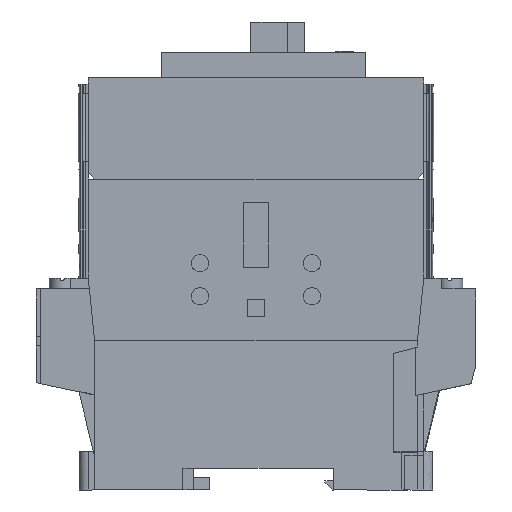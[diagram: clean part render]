
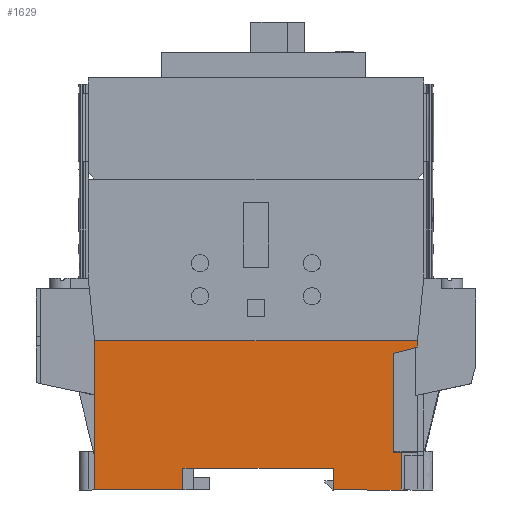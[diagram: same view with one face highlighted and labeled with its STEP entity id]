
A CAD part, left-side view. The second image highlights one B-rep face of the part: STEP entity #1629.
In plain terms, the highlighted planar face has unit normal (-1, 0, 0).
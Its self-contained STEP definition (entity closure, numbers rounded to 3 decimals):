
#118=B_SPLINE_CURVE_WITH_KNOTS('',1,(#17398,#17399),.UNSPECIFIED.,.F.,.F.,
(2,2),(188.8,204.5),.UNSPECIFIED.);
#184=B_SPLINE_CURVE_WITH_KNOTS('',1,(#17545,#17546),.UNSPECIFIED.,.F.,.F.,
(2,2),(204.5,237.),.UNSPECIFIED.);
#190=B_SPLINE_CURVE_WITH_KNOTS('',1,(#17614,#17615),.UNSPECIFIED.,.F.,.F.,
(2,2),(0.,5.),.UNSPECIFIED.);
#309=B_SPLINE_CURVE_WITH_KNOTS('',1,(#18224,#18225),.UNSPECIFIED.,.F.,.F.,
(2,2),(145.276,168.276),.UNSPECIFIED.);
#312=B_SPLINE_CURVE_WITH_KNOTS('',1,(#18239,#18240),.UNSPECIFIED.,.F.,.F.,
(2,2),(168.276,169.976),.UNSPECIFIED.);
#313=B_SPLINE_CURVE_WITH_KNOTS('',1,(#18241,#18242),.UNSPECIFIED.,.F.,.F.,
(2,2),(-1.5,0.),.UNSPECIFIED.);
#314=B_SPLINE_CURVE_WITH_KNOTS('',1,(#18243,#18244),.UNSPECIFIED.,.F.,.F.,
(2,2),(185.,260.),.UNSPECIFIED.);
#315=B_SPLINE_CURVE_WITH_KNOTS('',1,(#18245,#18246),.UNSPECIFIED.,.F.,.F.,
(2,2),(0.,34.7),.UNSPECIFIED.);
#316=B_SPLINE_CURVE_WITH_KNOTS('',1,(#18247,#18248),.UNSPECIFIED.,.F.,.F.,
(2,2),(-260.,-239.5),.UNSPECIFIED.);
#317=B_SPLINE_CURVE_WITH_KNOTS('',1,(#18249,#18250),.UNSPECIFIED.,.F.,.F.,
(2,2),(-5.,0.),.UNSPECIFIED.);
#318=B_SPLINE_CURVE_WITH_KNOTS('',1,(#18251,#18252),.UNSPECIFIED.,.F.,.F.,
(2,2),(-2.5,0.),.UNSPECIFIED.);
#468=B_SPLINE_CURVE_WITH_KNOTS('',1,(#18755,#18756),.UNSPECIFIED.,.F.,.F.,
(2,2),(-145.276,-139.575),.UNSPECIFIED.);
#1629=ADVANCED_FACE('',(#2379),#12049,.T.);
#2379=FACE_OUTER_BOUND('',#3135,.T.);
#3135=EDGE_LOOP('',(#4517,#4518,#4519,#4520,#4521,#4522,#4523,#4524,#4525,
#4526,#4527,#4528,#4529));
#4517=ORIENTED_EDGE('',*,*,#8259,.F.);
#4518=ORIENTED_EDGE('',*,*,#8253,.F.);
#4519=ORIENTED_EDGE('',*,*,#8482,.T.);
#4520=ORIENTED_EDGE('',*,*,#8260,.T.);
#4521=ORIENTED_EDGE('',*,*,#8261,.T.);
#4522=ORIENTED_EDGE('',*,*,#8262,.T.);
#4523=ORIENTED_EDGE('',*,*,#8263,.T.);
#4524=ORIENTED_EDGE('',*,*,#8264,.T.);
#4525=ORIENTED_EDGE('',*,*,#8265,.T.);
#4526=ORIENTED_EDGE('',*,*,#7991,.F.);
#4527=ORIENTED_EDGE('',*,*,#8014,.F.);
#4528=ORIENTED_EDGE('',*,*,#7920,.F.);
#4529=ORIENTED_EDGE('',*,*,#8266,.T.);
#7920=EDGE_CURVE('',#10593,#10594,#118,.T.);
#7991=EDGE_CURVE('',#10647,#10640,#184,.T.);
#8014=EDGE_CURVE('',#10594,#10647,#190,.T.);
#8253=EDGE_CURVE('',#10836,#10837,#309,.T.);
#8259=EDGE_CURVE('',#10837,#10839,#312,.T.);
#8260=EDGE_CURVE('',#10840,#10841,#313,.T.);
#8261=EDGE_CURVE('',#10841,#10842,#314,.T.);
#8262=EDGE_CURVE('',#10842,#10843,#315,.T.);
#8263=EDGE_CURVE('',#10843,#10844,#316,.T.);
#8264=EDGE_CURVE('',#10844,#10845,#317,.T.);
#8265=EDGE_CURVE('',#10845,#10640,#318,.T.);
#8266=EDGE_CURVE('',#10593,#10839,#10030,.T.);
#8482=EDGE_CURVE('',#10836,#10840,#468,.T.);
#10030=(
BOUNDED_CURVE()
B_SPLINE_CURVE(1,(#18253,#18254),.UNSPECIFIED.,.F.,.F.)
B_SPLINE_CURVE_WITH_KNOTS((2,2),(0.,8.7),.UNSPECIFIED.)
CURVE()
GEOMETRIC_REPRESENTATION_ITEM()
RATIONAL_B_SPLINE_CURVE((1.,1.))
REPRESENTATION_ITEM('')
);
#10593=VERTEX_POINT('',#16007);
#10594=VERTEX_POINT('',#16008);
#10640=VERTEX_POINT('',#16054);
#10647=VERTEX_POINT('',#16061);
#10836=VERTEX_POINT('',#16250);
#10837=VERTEX_POINT('',#16251);
#10839=VERTEX_POINT('',#16253);
#10840=VERTEX_POINT('',#16254);
#10841=VERTEX_POINT('',#16255);
#10842=VERTEX_POINT('',#16256);
#10843=VERTEX_POINT('',#16257);
#10844=VERTEX_POINT('',#16258);
#10845=VERTEX_POINT('',#16259);
#12049=PLANE('',#12684);
#12684=AXIS2_PLACEMENT_3D('',#14635,#13303,$);
#13303=DIRECTION('',(-1.,0.,0.));
#14635=CARTESIAN_POINT('',(-27.5,45.012,-3.482));
#16007=CARTESIAN_POINT('',(-27.5,-33.7,0.));
#16008=CARTESIAN_POINT('',(-27.5,-18.,0.));
#16054=CARTESIAN_POINT('',(-27.5,14.5,5.));
#16061=CARTESIAN_POINT('',(-27.5,-18.,5.));
#16250=CARTESIAN_POINT('',(-27.5,-32.,31.7));
#16251=CARTESIAN_POINT('',(-27.5,-32.,8.7));
#16253=CARTESIAN_POINT('',(-27.5,-33.7,8.7));
#16254=CARTESIAN_POINT('',(-27.5,-37.5,33.2));
#16255=CARTESIAN_POINT('',(-27.5,-37.5,34.7));
#16256=CARTESIAN_POINT('',(-27.5,37.5,34.7));
#16257=CARTESIAN_POINT('',(-27.5,37.5,0.));
#16258=CARTESIAN_POINT('',(-27.5,17.,0.));
#16259=CARTESIAN_POINT('',(-27.5,17.,5.));
#17398=CARTESIAN_POINT('',(-27.5,-33.7,0.));
#17399=CARTESIAN_POINT('',(-27.5,-18.,0.));
#17545=CARTESIAN_POINT('',(-27.5,-18.,5.));
#17546=CARTESIAN_POINT('',(-27.5,14.5,5.));
#17614=CARTESIAN_POINT('',(-27.5,-18.,0.));
#17615=CARTESIAN_POINT('',(-27.5,-18.,5.));
#18224=CARTESIAN_POINT('',(-27.5,-32.,31.7));
#18225=CARTESIAN_POINT('',(-27.5,-32.,8.7));
#18239=CARTESIAN_POINT('',(-27.5,-32.,8.7));
#18240=CARTESIAN_POINT('',(-27.5,-33.7,8.7));
#18241=CARTESIAN_POINT('',(-27.5,-37.5,33.2));
#18242=CARTESIAN_POINT('',(-27.5,-37.5,34.7));
#18243=CARTESIAN_POINT('',(-27.5,-37.5,34.7));
#18244=CARTESIAN_POINT('',(-27.5,37.5,34.7));
#18245=CARTESIAN_POINT('',(-27.5,37.5,34.7));
#18246=CARTESIAN_POINT('',(-27.5,37.5,0.));
#18247=CARTESIAN_POINT('',(-27.5,37.5,0.));
#18248=CARTESIAN_POINT('',(-27.5,17.,0.));
#18249=CARTESIAN_POINT('',(-27.5,17.,0.));
#18250=CARTESIAN_POINT('',(-27.5,17.,5.));
#18251=CARTESIAN_POINT('',(-27.5,17.,5.));
#18252=CARTESIAN_POINT('',(-27.5,14.5,5.));
#18253=CARTESIAN_POINT('',(-27.5,-33.7,0.));
#18254=CARTESIAN_POINT('',(-27.5,-33.7,8.7));
#18755=CARTESIAN_POINT('',(-27.5,-32.,31.7));
#18756=CARTESIAN_POINT('',(-27.5,-37.5,33.2));
